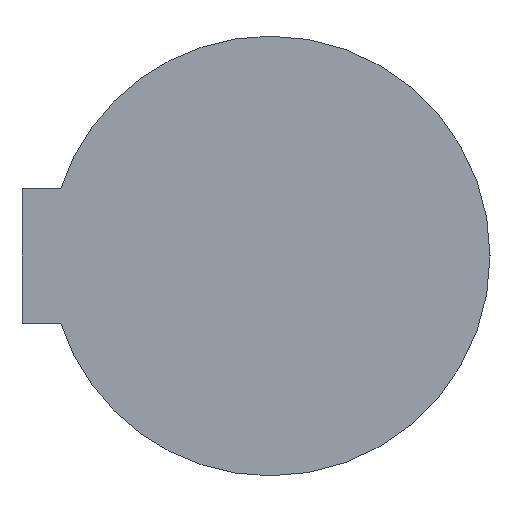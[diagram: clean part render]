
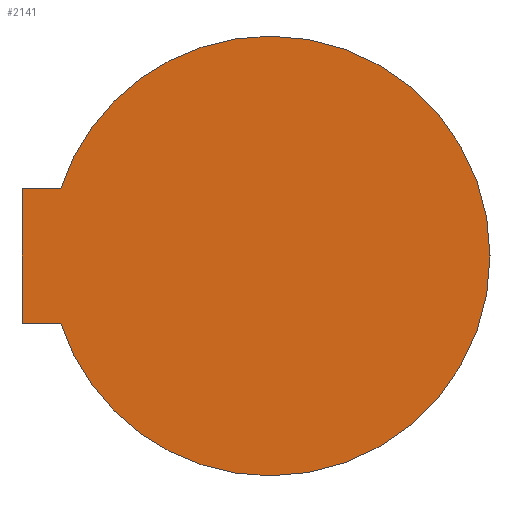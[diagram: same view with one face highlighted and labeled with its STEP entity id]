
A CAD part, left-side view. The second image highlights one B-rep face of the part: STEP entity #2141.
In plain terms, the highlighted planar face has unit normal (-1, 0, 0).
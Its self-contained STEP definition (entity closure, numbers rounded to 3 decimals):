
#104 = DIRECTION ( 'NONE',  ( 0., 0., -1. ) ) ;
#139 = CARTESIAN_POINT ( 'NONE',  ( 0., 0., 0. ) ) ;
#154 = LINE ( 'NONE', #1320, #3044 ) ;
#182 = EDGE_CURVE ( 'NONE', #1994, #2556, #214, .T. ) ;
#205 = CARTESIAN_POINT ( 'NONE',  ( 0., 0., 0. ) ) ;
#214 = CIRCLE ( 'NONE', #3135, 11.25 ) ;
#218 = VERTEX_POINT ( 'NONE', #3697 ) ;
#527 = CARTESIAN_POINT ( 'NONE',  ( 0., 12.7, 3.43 ) ) ;
#669 = CARTESIAN_POINT ( 'NONE',  ( 0., 0., 0. ) ) ;
#827 = EDGE_LOOP ( 'NONE', ( #2579, #3721, #1631, #1097, #1429, #1672 ) ) ;
#954 = AXIS2_PLACEMENT_3D ( 'NONE', #139, #2136, #3291 ) ;
#1063 = CARTESIAN_POINT ( 'NONE',  ( 0., 0., -11.25 ) ) ;
#1097 = ORIENTED_EDGE ( 'NONE', *, *, #182, .F. ) ;
#1113 = CARTESIAN_POINT ( 'NONE',  ( 0., 0., 0. ) ) ;
#1123 = CARTESIAN_POINT ( 'NONE',  ( 0., 10.714, -3.43 ) ) ;
#1174 = LINE ( 'NONE', #2340, #1824 ) ;
#1320 = CARTESIAN_POINT ( 'NONE',  ( 0., 12.7, -3.43 ) ) ;
#1346 = VERTEX_POINT ( 'NONE', #2058 ) ;
#1370 = DIRECTION ( 'NONE',  ( 1., 0., 0. ) ) ;
#1409 = VERTEX_POINT ( 'NONE', #1604 ) ;
#1429 = ORIENTED_EDGE ( 'NONE', *, *, #2639, .F. ) ;
#1464 = EDGE_CURVE ( 'NONE', #2556, #1409, #154, .T. ) ;
#1501 = AXIS2_PLACEMENT_3D ( 'NONE', #1113, #2279, #3444 ) ;
#1604 = CARTESIAN_POINT ( 'NONE',  ( 0., 12.7, -3.43 ) ) ;
#1620 = VECTOR ( 'NONE', #1700, 1000. ) ;
#1631 = ORIENTED_EDGE ( 'NONE', *, *, #1464, .F. ) ;
#1672 = ORIENTED_EDGE ( 'NONE', *, *, #2863, .F. ) ;
#1700 = DIRECTION ( 'NONE',  ( 0., -1., 0. ) ) ;
#1824 = VECTOR ( 'NONE', #3505, 1000. ) ;
#1994 = VERTEX_POINT ( 'NONE', #1063 ) ;
#2058 = CARTESIAN_POINT ( 'NONE',  ( 0., 10.714, 3.43 ) ) ;
#2082 = VERTEX_POINT ( 'NONE', #3136 ) ;
#2136 = DIRECTION ( 'NONE',  ( 1., 0., 0. ) ) ;
#2141 = ADVANCED_FACE ( 'NONE', ( #2563 ), #3728, .F. ) ;
#2279 = DIRECTION ( 'NONE',  ( 1., 0., 0. ) ) ;
#2340 = CARTESIAN_POINT ( 'NONE',  ( 0., 12.7, 3.43 ) ) ;
#2477 = EDGE_CURVE ( 'NONE', #218, #1346, #3143, .T. ) ;
#2487 = DIRECTION ( 'NONE',  ( 0., 1., 0. ) ) ;
#2488 = CIRCLE ( 'NONE', #2968, 11.25 ) ;
#2533 = DIRECTION ( 'NONE',  ( 0., 0., -1. ) ) ;
#2556 = VERTEX_POINT ( 'NONE', #1123 ) ;
#2563 = FACE_OUTER_BOUND ( 'NONE', #827, .T. ) ;
#2579 = ORIENTED_EDGE ( 'NONE', *, *, #2477, .F. ) ;
#2595 = CIRCLE ( 'NONE', #954, 11.25 ) ;
#2639 = EDGE_CURVE ( 'NONE', #2082, #1994, #2595, .T. ) ;
#2714 = DIRECTION ( 'NONE',  ( 1., 0., 0. ) ) ;
#2863 = EDGE_CURVE ( 'NONE', #1346, #2082, #2488, .T. ) ;
#2968 = AXIS2_PLACEMENT_3D ( 'NONE', #669, #2714, #104 ) ;
#3044 = VECTOR ( 'NONE', #2487, 1000. ) ;
#3135 = AXIS2_PLACEMENT_3D ( 'NONE', #205, #1370, #2533 ) ;
#3136 = CARTESIAN_POINT ( 'NONE',  ( 0., 0., 11.25 ) ) ;
#3143 = LINE ( 'NONE', #527, #1620 ) ;
#3291 = DIRECTION ( 'NONE',  ( 0., 0., -1. ) ) ;
#3393 = EDGE_CURVE ( 'NONE', #1409, #218, #1174, .T. ) ;
#3444 = DIRECTION ( 'NONE',  ( 0., 0., -1. ) ) ;
#3505 = DIRECTION ( 'NONE',  ( 0., 0., 1. ) ) ;
#3697 = CARTESIAN_POINT ( 'NONE',  ( 0., 12.7, 3.43 ) ) ;
#3721 = ORIENTED_EDGE ( 'NONE', *, *, #3393, .F. ) ;
#3728 = PLANE ( 'NONE',  #1501 ) ;
